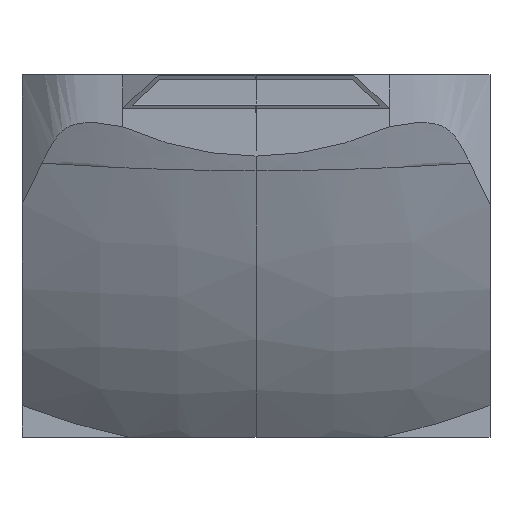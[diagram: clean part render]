
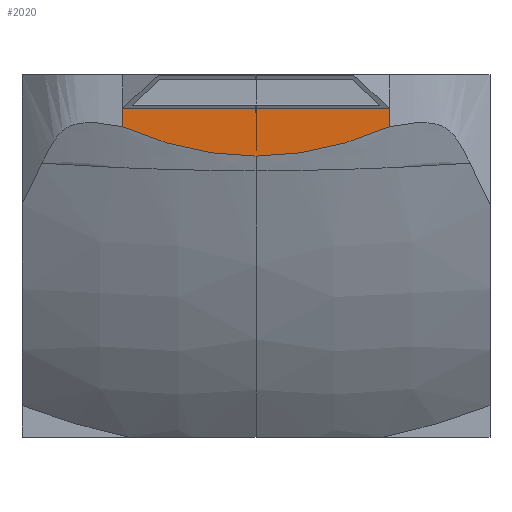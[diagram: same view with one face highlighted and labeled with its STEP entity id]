
A CAD part, top view. The second image highlights one B-rep face of the part: STEP entity #2020.
In plain terms, the highlighted planar face has unit normal (0, 0, 1).
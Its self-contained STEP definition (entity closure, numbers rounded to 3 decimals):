
#133=B_SPLINE_CURVE_WITH_KNOTS('',3,(#3367,#3368,#3369,#3370),
 .UNSPECIFIED.,.F.,.F.,(4,4),(0.,1.),.UNSPECIFIED.);
#134=B_SPLINE_CURVE_WITH_KNOTS('',3,(#3372,#3373,#3374,#3375),
 .UNSPECIFIED.,.F.,.F.,(4,4),(0.,1.),.UNSPECIFIED.);
#410=ORIENTED_EDGE('',*,*,#995,.F.);
#411=ORIENTED_EDGE('',*,*,#996,.T.);
#412=ORIENTED_EDGE('',*,*,#997,.F.);
#413=ORIENTED_EDGE('',*,*,#998,.T.);
#414=ORIENTED_EDGE('',*,*,#999,.F.);
#415=ORIENTED_EDGE('',*,*,#1000,.T.);
#416=ORIENTED_EDGE('',*,*,#1001,.F.);
#417=ORIENTED_EDGE('',*,*,#981,.T.);
#981=EDGE_CURVE('',#1279,#1282,#1454,.T.);
#995=EDGE_CURVE('',#1288,#1282,#1465,.T.);
#996=EDGE_CURVE('',#1288,#1289,#1466,.T.);
#997=EDGE_CURVE('',#1290,#1289,#1467,.T.);
#998=EDGE_CURVE('',#1290,#1291,#1468,.F.);
#999=EDGE_CURVE('',#1292,#1291,#133,.T.);
#1000=EDGE_CURVE('',#1292,#1293,#134,.T.);
#1001=EDGE_CURVE('',#1279,#1293,#1469,.F.);
#1279=VERTEX_POINT('',#3301);
#1282=VERTEX_POINT('',#3309);
#1288=VERTEX_POINT('',#3358);
#1289=VERTEX_POINT('',#3362);
#1290=VERTEX_POINT('',#3364);
#1291=VERTEX_POINT('',#3366);
#1292=VERTEX_POINT('',#3371);
#1293=VERTEX_POINT('',#3376);
#1454=LINE('',#3310,#1624);
#1465=LINE('',#3359,#1635);
#1466=LINE('',#3361,#1636);
#1467=LINE('',#3363,#1637);
#1468=LINE('',#3365,#1638);
#1469=LINE('',#3377,#1639);
#1624=VECTOR('',#2287,1000.);
#1635=VECTOR('',#2308,1000.);
#1636=VECTOR('',#2311,1000.);
#1637=VECTOR('',#2312,1000.);
#1638=VECTOR('',#2313,1000.);
#1639=VECTOR('',#2314,1000.);
#1752=EDGE_LOOP('',(#410,#411,#412,#413,#414,#415,#416,#417));
#1856=FACE_BOUND('',#1752,.T.);
#1949=PLANE('',#2126);
#2020=ADVANCED_FACE('',(#1856),#1949,.F.);
#2126=AXIS2_PLACEMENT_3D('',#3360,#2309,#2310);
#2287=DIRECTION('',(-1.,0.,0.));
#2308=DIRECTION('',(0.,1.,0.));
#2309=DIRECTION('',(0.,0.,-1.));
#2310=DIRECTION('',(-1.,0.,0.));
#2311=DIRECTION('',(0.,1.,0.));
#2312=DIRECTION('',(1.,0.,0.));
#2313=DIRECTION('',(0.,1.,0.));
#2314=DIRECTION('',(0.,1.,0.));
#3301=CARTESIAN_POINT('',(72.702,461.591,373.347));
#3309=CARTESIAN_POINT('',(0.,461.591,373.347));
#3310=CARTESIAN_POINT('',(1108.35,461.591,373.347));
#3358=CARTESIAN_POINT('',(0.,438.447,373.347));
#3359=CARTESIAN_POINT('',(0.,404.522,373.347));
#3360=CARTESIAN_POINT('',(1108.35,404.522,373.347));
#3361=CARTESIAN_POINT('',(0.001,404.522,373.347));
#3362=CARTESIAN_POINT('',(-0.001,461.591,373.347));
#3363=CARTESIAN_POINT('',(-1108.351,461.556,373.347));
#3364=CARTESIAN_POINT('',(-72.703,461.589,373.347));
#3365=CARTESIAN_POINT('',(-72.722,1059.796,373.347));
#3366=CARTESIAN_POINT('',(-72.703,451.589,373.347));
#3367=CARTESIAN_POINT('',(0.,435.541,373.347));
#3368=CARTESIAN_POINT('',(-24.234,435.541,373.347));
#3369=CARTESIAN_POINT('',(-48.468,440.89,373.347));
#3370=CARTESIAN_POINT('',(-72.703,451.589,373.347));
#3371=CARTESIAN_POINT('',(0.,435.541,373.347));
#3372=CARTESIAN_POINT('',(0.,435.541,373.347));
#3373=CARTESIAN_POINT('',(24.234,435.542,373.347));
#3374=CARTESIAN_POINT('',(48.468,440.892,373.347));
#3375=CARTESIAN_POINT('',(72.702,451.591,373.347));
#3376=CARTESIAN_POINT('',(72.702,451.591,373.347));
#3377=CARTESIAN_POINT('',(72.702,1059.799,373.347));
